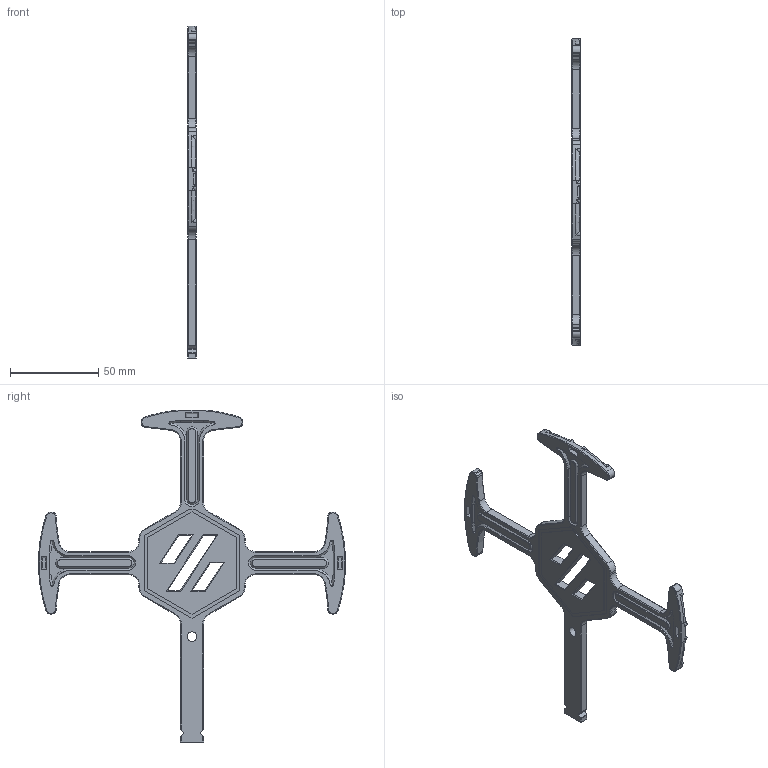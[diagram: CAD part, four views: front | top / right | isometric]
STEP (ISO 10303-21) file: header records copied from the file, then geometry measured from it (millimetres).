
FILE_DESCRIPTION(/* description */ ('STEP AP242','CAx-IF Rec.Pracs.---Representation and Presentation of Product Manufacturing Information (PMI)---4.0---2014-10-13','CAx-IF Rec.Pracs.---3D Tessellated Geometry---0.4---2014-09-14','2;1'),/* implementation_level */ '2;1');
FILE_NAME(/* name */ '649d955d37c2ba52e69725f8',/* time_stamp */ '2023-06-29T14:29:50Z',/* author */ (''),/* organization */ (''),/* preprocessor_version */ 'ST-DEVELOPER v19.4',/* originating_system */ ' ',/* authorisation */ ' ');
FILE_SCHEMA (('AP242_MANAGED_MODEL_BASED_3D_ENGINEERING_MIM_LF { 1 0 10303 442 1 1 4 }'));
Length unit declared in the file: metre
Products named in the file (1): New
Bounding box: 5 x 173 x 187.6 mm (x, y, z)
Volume: 31715.4 mm3; surface area: 20429.6 mm2
Topology: 1 solids, 1 shells, 631 faces, 1593 edges, 972 vertices
Faces by surface type: plane 261, cylinder 177, cone 117, bspline 64, torus 12
Full cylindrical faces by diameter (mm): 5.4 x1
Entity records: 20243 total; most frequent: CARTESIAN_POINT 5420, ORIENTED_EDGE 3158, DIRECTION 2987, EDGE_CURVE 1579, AXIS2_PLACEMENT_3D 1042, VERTEX_POINT 971, LINE 903, VECTOR 903
